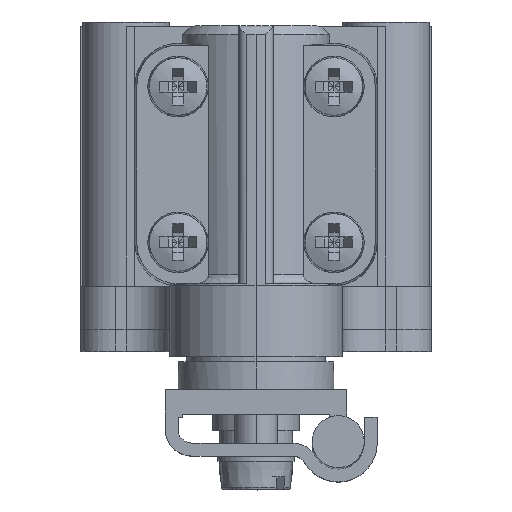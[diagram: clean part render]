
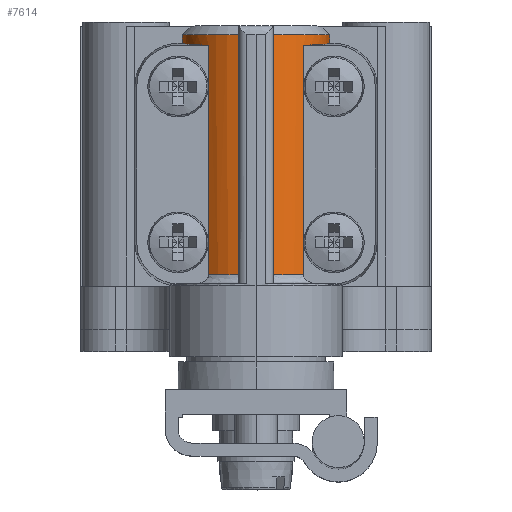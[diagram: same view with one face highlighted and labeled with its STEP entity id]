
A CAD part, top view. The second image highlights one B-rep face of the part: STEP entity #7614.
In plain terms, the highlighted cylindrical face has radius 8.5 mm (diameter 17 mm), a partial arc.
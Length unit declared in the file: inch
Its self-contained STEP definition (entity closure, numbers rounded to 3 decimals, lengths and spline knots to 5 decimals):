
#215 = DIRECTION ( 'NONE',  ( 0., -1., 0. ) ) ;
#246 = DIRECTION ( 'NONE',  ( 0., 0., 1. ) ) ;
#372 = VERTEX_POINT ( 'NONE', #6749 ) ;
#383 = CARTESIAN_POINT ( 'NONE',  ( 0.33465, 0.59055, 3.64961 ) ) ;
#388 =( BOUNDED_CURVE ( )  B_SPLINE_CURVE ( 3, ( #5039, #2775, #1601, #6295 ),
 .UNSPECIFIED., .F., .F. ) 
 B_SPLINE_CURVE_WITH_KNOTS ( ( 4, 4 ),
 ( 3.8418, 4.71239 ),
 .UNSPECIFIED. ) 
 CURVE ( )  GEOMETRIC_REPRESENTATION_ITEM ( )  RATIONAL_B_SPLINE_CURVE ( ( 1., 0.938, 0.938, 1. ) ) 
 REPRESENTATION_ITEM ( '' )  );
#402 = AXIS2_PLACEMENT_3D ( 'NONE', #7374, #6203, #246 ) ;
#654 = LINE ( 'NONE', #9010, #13017 ) ;
#1046 = CARTESIAN_POINT ( 'NONE',  ( 0., -0.46224, 3.64961 ) ) ;
#1440 = EDGE_CURVE ( 'NONE', #8666, #8165, #4684, .T. ) ;
#1538 = VERTEX_POINT ( 'NONE', #1838 ) ;
#1560 = CARTESIAN_POINT ( 'NONE',  ( -0.33465, 0.57186, 2.98031 ) ) ;
#1601 = CARTESIAN_POINT ( 'NONE',  ( 0.33465, 0.58705, 3.74992 ) ) ;
#1670 = ORIENTED_EDGE ( 'NONE', *, *, #14181, .T. ) ;
#1838 = CARTESIAN_POINT ( 'NONE',  ( 0.21564, -0.46224, 3.90551 ) ) ;
#2057 = ORIENTED_EDGE ( 'NONE', *, *, #3318, .T. ) ;
#2244 = CARTESIAN_POINT ( 'NONE',  ( -0.07874, 0.08385, 3.97486 ) ) ;
#2246 = CARTESIAN_POINT ( 'NONE',  ( -0.33465, 0.59055, 3.64961 ) ) ;
#2396 = ORIENTED_EDGE ( 'NONE', *, *, #5783, .T. ) ;
#2397 = FACE_OUTER_BOUND ( 'NONE', #7197, .T. ) ;
#2640 = CARTESIAN_POINT ( 'NONE',  ( 0., 0.62994, 3.64961 ) ) ;
#2670 = CIRCLE ( 'NONE', #15365, 0.33465 ) ;
#2775 = CARTESIAN_POINT ( 'NONE',  ( 0.29235, 0.58387, 3.84087 ) ) ;
#2805 = LINE ( 'NONE', #8811, #12299 ) ;
#2923 = CARTESIAN_POINT ( 'NONE',  ( -0.21564, 0.08385, 3.90551 ) ) ;
#2967 = CARTESIAN_POINT ( 'NONE',  ( -0.33465, 0.59055, 3.64961 ) ) ;
#3318 = EDGE_CURVE ( 'NONE', #4318, #4763, #13529, .T. ) ;
#3489 = CARTESIAN_POINT ( 'NONE',  ( -0.33465, 0.58705, 3.74992 ) ) ;
#3567 = DIRECTION ( 'NONE',  ( 0., 1., 0. ) ) ;
#3679 =( BOUNDED_CURVE ( )  B_SPLINE_CURVE ( 3, ( #2967, #1560, #7733, #383 ),
 .UNSPECIFIED., .F., .F. ) 
 B_SPLINE_CURVE_WITH_KNOTS ( ( 4, 4 ),
 ( 1.5708, 4.71239 ),
 .UNSPECIFIED. ) 
 CURVE ( )  GEOMETRIC_REPRESENTATION_ITEM ( )  RATIONAL_B_SPLINE_CURVE ( ( 1., 0.333, 0.333, 1. ) ) 
 REPRESENTATION_ITEM ( '' )  );
#3725 = DIRECTION ( 'NONE',  ( 0., -1., 0. ) ) ;
#3872 = CARTESIAN_POINT ( 'NONE',  ( -0.21564, 0.58161, 3.90551 ) ) ;
#3997 = DIRECTION ( 'NONE',  ( 0., 1., 0. ) ) ;
#4115 = VERTEX_POINT ( 'NONE', #15010 ) ;
#4181 = ORIENTED_EDGE ( 'NONE', *, *, #12753, .T. ) ;
#4318 = VERTEX_POINT ( 'NONE', #11735 ) ;
#4376 = VECTOR ( 'NONE', #13374, 39.37008 ) ;
#4449 = CIRCLE ( 'NONE', #14653, 0.33465 ) ;
#4504 = DIRECTION ( 'NONE',  ( 0., 0., 1. ) ) ;
#4519 = CARTESIAN_POINT ( 'NONE',  ( 0.21564, 0.58161, 3.90551 ) ) ;
#4684 =( BOUNDED_CURVE ( )  B_SPLINE_CURVE ( 3, ( #4811, #3489, #15413, #11988 ),
 .UNSPECIFIED., .F., .F. ) 
 B_SPLINE_CURVE_WITH_KNOTS ( ( 4, 4 ),
 ( 1.5708, 2.44138 ),
 .UNSPECIFIED. ) 
 CURVE ( )  GEOMETRIC_REPRESENTATION_ITEM ( )  RATIONAL_B_SPLINE_CURVE ( ( 1., 0.938, 0.938, 1. ) ) 
 REPRESENTATION_ITEM ( '' )  );
#4763 = VERTEX_POINT ( 'NONE', #6742 ) ;
#4811 = CARTESIAN_POINT ( 'NONE',  ( -0.33465, 0.59055, 3.64961 ) ) ;
#4885 = DIRECTION ( 'NONE',  ( 0., 0., 1. ) ) ;
#5039 = CARTESIAN_POINT ( 'NONE',  ( 0.21564, 0.58161, 3.90551 ) ) ;
#5783 = EDGE_CURVE ( 'NONE', #372, #13594, #2670, .T. ) ;
#5999 = CARTESIAN_POINT ( 'NONE',  ( 0., 0.08385, 3.64961 ) ) ;
#6203 = DIRECTION ( 'NONE',  ( 0., 1., 0. ) ) ;
#6295 = CARTESIAN_POINT ( 'NONE',  ( 0.33465, 0.59055, 3.64961 ) ) ;
#6457 = EDGE_CURVE ( 'NONE', #13594, #14830, #4449, .T. ) ;
#6742 = CARTESIAN_POINT ( 'NONE',  ( -0.07874, -0.46224, 3.97486 ) ) ;
#6749 = CARTESIAN_POINT ( 'NONE',  ( -0.07874, 0.62994, 3.97486 ) ) ;
#6934 = ORIENTED_EDGE ( 'NONE', *, *, #10861, .T. ) ;
#7013 = CARTESIAN_POINT ( 'NONE',  ( 0., 0.62994, 3.64961 ) ) ;
#7106 = CARTESIAN_POINT ( 'NONE',  ( 0.07874, 0.62994, 3.97486 ) ) ;
#7197 = EDGE_LOOP ( 'NONE', ( #14298, #13407, #6934, #2057, #1670, #2396, #12986, #8796, #13920, #4181, #9794 ) ) ;
#7309 = CARTESIAN_POINT ( 'NONE',  ( 0., 0.62994, 3.31496 ) ) ;
#7331 = DIRECTION ( 'NONE',  ( 0., 0., 1. ) ) ;
#7374 = CARTESIAN_POINT ( 'NONE',  ( 0., -0.46224, 3.64961 ) ) ;
#7420 = DIRECTION ( 'NONE',  ( 0., 0., 1. ) ) ;
#7614 = ADVANCED_FACE ( 'NONE', ( #2397 ), #9435, .T. ) ;
#7733 = CARTESIAN_POINT ( 'NONE',  ( 0.33465, 0.57186, 2.98031 ) ) ;
#8165 = VERTEX_POINT ( 'NONE', #3872 ) ;
#8550 = VECTOR ( 'NONE', #11836, 39.37008 ) ;
#8666 = VERTEX_POINT ( 'NONE', #2246 ) ;
#8796 = ORIENTED_EDGE ( 'NONE', *, *, #13670, .T. ) ;
#8811 = CARTESIAN_POINT ( 'NONE',  ( 0.21564, 0.08385, 3.90551 ) ) ;
#9010 = CARTESIAN_POINT ( 'NONE',  ( 0.07874, 0.08385, 3.97486 ) ) ;
#9258 = EDGE_CURVE ( 'NONE', #12886, #12246, #388, .T. ) ;
#9435 = CYLINDRICAL_SURFACE ( 'NONE', #11873, 0.33465 ) ;
#9794 = ORIENTED_EDGE ( 'NONE', *, *, #9258, .T. ) ;
#10184 = DIRECTION ( 'NONE',  ( 0., -1., 0. ) ) ;
#10650 = DIRECTION ( 'NONE',  ( 0., 1., 0. ) ) ;
#10674 = LINE ( 'NONE', #2244, #8550 ) ;
#10861 = EDGE_CURVE ( 'NONE', #8165, #4318, #13533, .T. ) ;
#11024 = AXIS2_PLACEMENT_3D ( 'NONE', #1046, #10650, #4504 ) ;
#11735 = CARTESIAN_POINT ( 'NONE',  ( -0.21564, -0.46224, 3.90551 ) ) ;
#11836 = DIRECTION ( 'NONE',  ( 0., 1., 0. ) ) ;
#11873 = AXIS2_PLACEMENT_3D ( 'NONE', #5999, #3567, #7331 ) ;
#11988 = CARTESIAN_POINT ( 'NONE',  ( -0.21564, 0.58161, 3.90551 ) ) ;
#12246 = VERTEX_POINT ( 'NONE', #13199 ) ;
#12299 = VECTOR ( 'NONE', #3997, 39.37008 ) ;
#12753 = EDGE_CURVE ( 'NONE', #1538, #12886, #2805, .T. ) ;
#12886 = VERTEX_POINT ( 'NONE', #4519 ) ;
#12986 = ORIENTED_EDGE ( 'NONE', *, *, #6457, .T. ) ;
#13017 = VECTOR ( 'NONE', #10184, 39.37008 ) ;
#13199 = CARTESIAN_POINT ( 'NONE',  ( 0.33465, 0.59055, 3.64961 ) ) ;
#13374 = DIRECTION ( 'NONE',  ( 0., -1., 0. ) ) ;
#13407 = ORIENTED_EDGE ( 'NONE', *, *, #1440, .T. ) ;
#13426 = EDGE_CURVE ( 'NONE', #4115, #1538, #14776, .T. ) ;
#13529 = CIRCLE ( 'NONE', #402, 0.33465 ) ;
#13533 = LINE ( 'NONE', #2923, #4376 ) ;
#13594 = VERTEX_POINT ( 'NONE', #7309 ) ;
#13670 = EDGE_CURVE ( 'NONE', #14830, #4115, #654, .T. ) ;
#13847 = EDGE_CURVE ( 'NONE', #8666, #12246, #3679, .T. ) ;
#13920 = ORIENTED_EDGE ( 'NONE', *, *, #13426, .T. ) ;
#14181 = EDGE_CURVE ( 'NONE', #4763, #372, #10674, .T. ) ;
#14298 = ORIENTED_EDGE ( 'NONE', *, *, #13847, .F. ) ;
#14653 = AXIS2_PLACEMENT_3D ( 'NONE', #2640, #215, #7420 ) ;
#14776 = CIRCLE ( 'NONE', #11024, 0.33465 ) ;
#14830 = VERTEX_POINT ( 'NONE', #7106 ) ;
#15010 = CARTESIAN_POINT ( 'NONE',  ( 0.07874, -0.46224, 3.97486 ) ) ;
#15365 = AXIS2_PLACEMENT_3D ( 'NONE', #7013, #3725, #4885 ) ;
#15413 = CARTESIAN_POINT ( 'NONE',  ( -0.29235, 0.58387, 3.84087 ) ) ;
